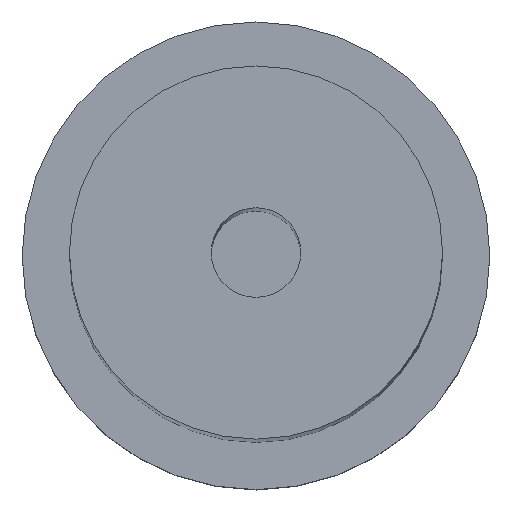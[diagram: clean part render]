
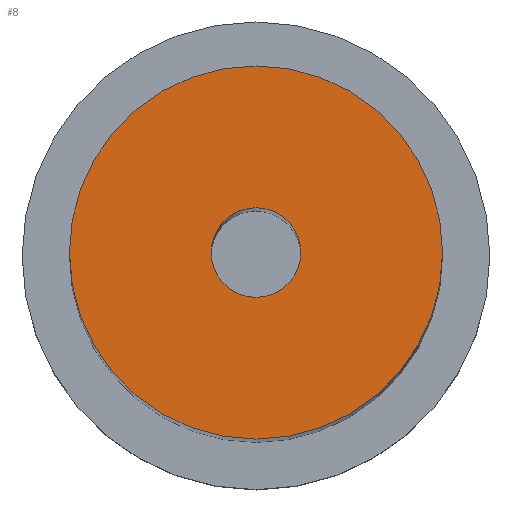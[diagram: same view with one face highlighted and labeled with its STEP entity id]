
A CAD part, top view. The second image highlights one B-rep face of the part: STEP entity #8.
In plain terms, the highlighted planar face has unit normal (0, 0, 1).
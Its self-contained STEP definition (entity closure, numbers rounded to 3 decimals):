
#5 = VERTEX_POINT ( 'NONE', #13 ) ;
#8 = ADVANCED_FACE ( 'NONE', ( #333, #15 ), #127, .T. ) ;
#13 = CARTESIAN_POINT ( 'NONE',  ( 0.9, 0., 38.2 ) ) ;
#14 = AXIS2_PLACEMENT_3D ( 'NONE', #378, #290, #57 ) ;
#15 = FACE_BOUND ( 'NONE', #46, .T. ) ;
#29 = CARTESIAN_POINT ( 'NONE',  ( 0., 0., 38.2 ) ) ;
#34 = EDGE_CURVE ( 'NONE', #5, #284, #202, .T. ) ;
#40 = EDGE_CURVE ( 'NONE', #148, #265, #316, .T. ) ;
#44 = CARTESIAN_POINT ( 'NONE',  ( 0., 0., 38.2 ) ) ;
#46 = EDGE_LOOP ( 'NONE', ( #210, #249 ) ) ;
#53 = AXIS2_PLACEMENT_3D ( 'NONE', #61, #229, #173 ) ;
#57 = DIRECTION ( 'NONE',  ( 1., 0., 0. ) ) ;
#61 = CARTESIAN_POINT ( 'NONE',  ( 0., 0., 38.2 ) ) ;
#87 = DIRECTION ( 'NONE',  ( 1., 0., 0. ) ) ;
#96 = EDGE_CURVE ( 'NONE', #265, #148, #139, .T. ) ;
#108 = CARTESIAN_POINT ( 'NONE',  ( -3.75, 0., 38.2 ) ) ;
#116 = EDGE_LOOP ( 'NONE', ( #267, #227 ) ) ;
#117 = DIRECTION ( 'NONE',  ( 0., 0., 1. ) ) ;
#127 = PLANE ( 'NONE',  #182 ) ;
#139 = CIRCLE ( 'NONE', #377, 3.75 ) ;
#148 = VERTEX_POINT ( 'NONE', #108 ) ;
#149 = AXIS2_PLACEMENT_3D ( 'NONE', #29, #117, #326 ) ;
#166 = CARTESIAN_POINT ( 'NONE',  ( -0.9, 0., 38.2 ) ) ;
#168 = CIRCLE ( 'NONE', #14, 0.9 ) ;
#173 = DIRECTION ( 'NONE',  ( 1., 0., 0. ) ) ;
#180 = EDGE_CURVE ( 'NONE', #284, #5, #168, .T. ) ;
#182 = AXIS2_PLACEMENT_3D ( 'NONE', #44, #208, #211 ) ;
#199 = CARTESIAN_POINT ( 'NONE',  ( 0., 0., 38.2 ) ) ;
#202 = CIRCLE ( 'NONE', #53, 0.9 ) ;
#208 = DIRECTION ( 'NONE',  ( 0., 0., 1. ) ) ;
#210 = ORIENTED_EDGE ( 'NONE', *, *, #180, .F. ) ;
#211 = DIRECTION ( 'NONE',  ( 1., 0., 0. ) ) ;
#227 = ORIENTED_EDGE ( 'NONE', *, *, #96, .T. ) ;
#229 = DIRECTION ( 'NONE',  ( 0., 0., 1. ) ) ;
#249 = ORIENTED_EDGE ( 'NONE', *, *, #34, .F. ) ;
#260 = DIRECTION ( 'NONE',  ( 0., 0., 1. ) ) ;
#265 = VERTEX_POINT ( 'NONE', #283 ) ;
#267 = ORIENTED_EDGE ( 'NONE', *, *, #40, .T. ) ;
#283 = CARTESIAN_POINT ( 'NONE',  ( 3.75, 0., 38.2 ) ) ;
#284 = VERTEX_POINT ( 'NONE', #166 ) ;
#290 = DIRECTION ( 'NONE',  ( 0., 0., 1. ) ) ;
#316 = CIRCLE ( 'NONE', #149, 3.75 ) ;
#326 = DIRECTION ( 'NONE',  ( 1., 0., 0. ) ) ;
#333 = FACE_OUTER_BOUND ( 'NONE', #116, .T. ) ;
#377 = AXIS2_PLACEMENT_3D ( 'NONE', #199, #260, #87 ) ;
#378 = CARTESIAN_POINT ( 'NONE',  ( 0., 0., 38.2 ) ) ;
